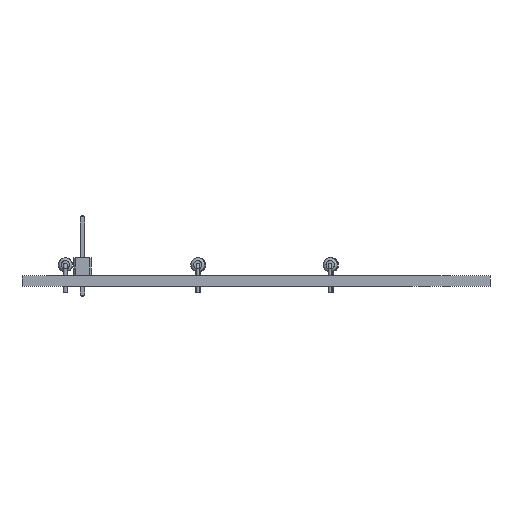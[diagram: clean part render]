
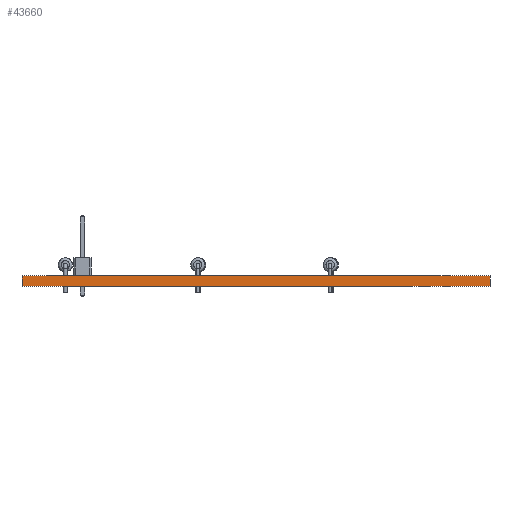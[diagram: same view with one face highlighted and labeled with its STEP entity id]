
A CAD part, front view. The second image highlights one B-rep face of the part: STEP entity #43660.
In plain terms, the highlighted planar face has unit normal (0, -1, 0).
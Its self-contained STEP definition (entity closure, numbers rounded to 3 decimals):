
#3941=FACE_OUTER_BOUND('',#5871,.T.);
#5871=EDGE_LOOP('',(#39664,#39665,#39666,#39667));
#11561=LINE('',#71564,#17063);
#11562=LINE('',#71566,#17064);
#11563=LINE('',#71568,#17065);
#11564=LINE('',#71569,#17066);
#17063=VECTOR('',#57508,1.);
#17064=VECTOR('',#57509,1.);
#17065=VECTOR('',#57510,1.);
#17066=VECTOR('',#57511,1.);
#22415=VERTEX_POINT('',#71562);
#22416=VERTEX_POINT('',#71563);
#22417=VERTEX_POINT('',#71565);
#22418=VERTEX_POINT('',#71567);
#29120=EDGE_CURVE('',#22415,#22416,#11561,.T.);
#29121=EDGE_CURVE('',#22416,#22417,#11562,.T.);
#29122=EDGE_CURVE('',#22418,#22417,#11563,.T.);
#29123=EDGE_CURVE('',#22415,#22418,#11564,.T.);
#39664=ORIENTED_EDGE('',*,*,#29120,.T.);
#39665=ORIENTED_EDGE('',*,*,#29121,.T.);
#39666=ORIENTED_EDGE('',*,*,#29122,.F.);
#39667=ORIENTED_EDGE('',*,*,#29123,.F.);
#41720=PLANE('',#46540);
#43660=ADVANCED_FACE('',(#3941),#41720,.T.);
#46540=AXIS2_PLACEMENT_3D('',#71561,#57506,#57507);
#57506=DIRECTION('center_axis',(0.,-1.,0.));
#57507=DIRECTION('ref_axis',(-1.,0.,0.));
#57508=DIRECTION('',(0.,0.,1.));
#57509=DIRECTION('',(-1.,0.,0.));
#57510=DIRECTION('',(0.,0.,1.));
#57511=DIRECTION('',(-1.,0.,0.));
#71561=CARTESIAN_POINT('Origin',(182.81,-120.5,0.));
#71562=CARTESIAN_POINT('',(182.81,-120.5,0.));
#71563=CARTESIAN_POINT('',(182.81,-120.5,1.51));
#71564=CARTESIAN_POINT('',(182.81,-120.5,0.));
#71565=CARTESIAN_POINT('',(115.64,-120.5,1.51));
#71566=CARTESIAN_POINT('',(182.81,-120.5,1.51));
#71567=CARTESIAN_POINT('',(115.64,-120.5,0.));
#71568=CARTESIAN_POINT('',(115.64,-120.5,0.));
#71569=CARTESIAN_POINT('',(182.81,-120.5,0.));
